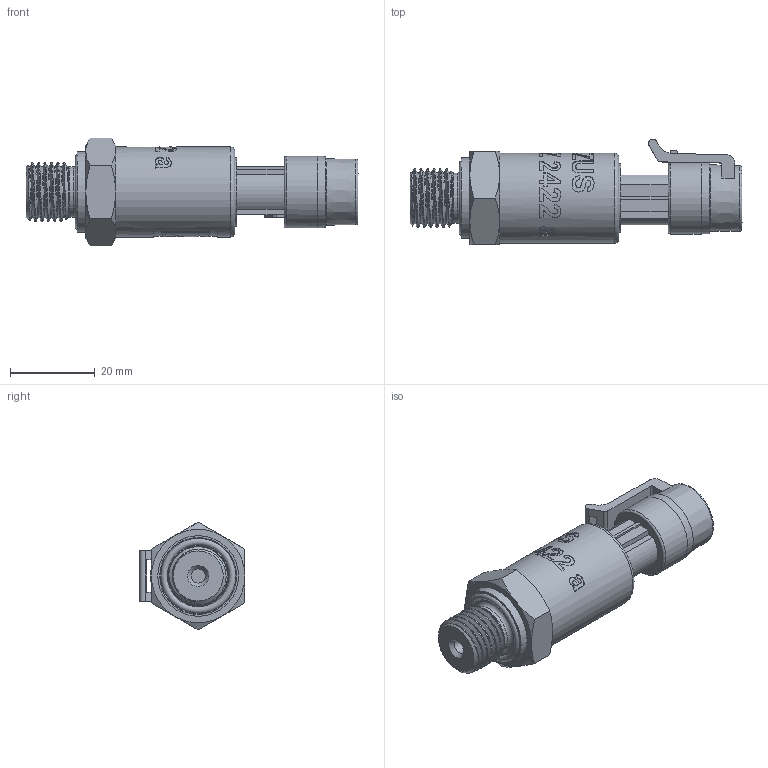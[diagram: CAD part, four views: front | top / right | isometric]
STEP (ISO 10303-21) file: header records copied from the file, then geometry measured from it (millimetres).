
FILE_DESCRIPTION(/* description */ (''),/* implementation_level */ '2;1');
FILE_NAME(/* name */ 'APZ2422a_M14x1,5DIN_Pac.step',/* time_stamp */ '2021-07-14T15:55:10+03:00',/* author */ (''),/* organization */ (''),/* preprocessor_version */ 'ST-DEVELOPER v18.1',/* originating_system */ 'Autodesk Translation Framework v10.9.0.1377',/* authorisation */ '');
FILE_SCHEMA (('AUTOMOTIVE_DESIGN { 1 0 10303 214 3 1 1 }'));
Length unit declared in the file: millimetre
Products named in the file (4): АПЗ 2422 a - filled (not 100% correct
); M14x1,5 DIN; Packard male v13; Packard female v5
Assembly tree (3 placements, depth 2):
  АПЗ 2422 a - filled (not 100% correct
)
    M14x1,5 DIN
    Packard male v13
    Packard female v5
Bounding box: 78.2 x 24.89 x 25.4 mm (x, y, z)
Volume: 19712.8 mm3; surface area: 11380.4 mm2
Topology: 11 solids, 11 shells, 531 faces, 1373 edges, 909 vertices
Faces by surface type: bspline 260, plane 156, cylinder 70, cone 32, torus 13
Full cylindrical faces by diameter (mm): 1.5 x3, 3.3 x1, 10.123 x1, 11.8 x1, 12 x1, 12.137 x5, 12.623 x2, 13.85 x4, 13.9 x1, 14.5 x1, 16.2 x2, 16.9 x1, 17.7 x1, 18.2 x1, 19 x1, 20.2 x1, 21.2 x1
Entity records: 22788 total; most frequent: CARTESIAN_POINT 11433, ORIENTED_EDGE 2746, DIRECTION 1523, EDGE_CURVE 1373, VERTEX_POINT 909, LINE 593, VECTOR 593, EDGE_LOOP 590
